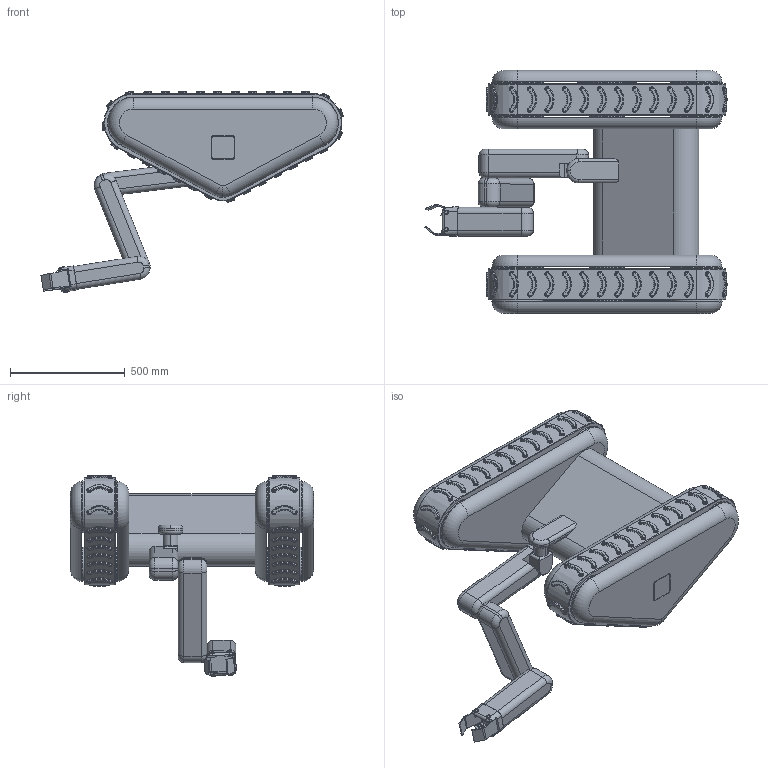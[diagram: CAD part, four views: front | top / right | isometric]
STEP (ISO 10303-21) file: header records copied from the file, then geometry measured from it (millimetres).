
FILE_DESCRIPTION (( 'STEP AP203' ), '1' );
FILE_NAME ('Rescue Robot 2 HKAMEL.STEP', '2012-12-25T13:42:58', ( '' ), ( '' ), 'SwSTEP 2.0', 'SolidWorks 2011', '' );
FILE_SCHEMA (( 'CONFIG_CONTROL_DESIGN' ));
Length unit declared in the file: millimetre
Products named in the file (14): Rescue Robot 2 HKAMEL; Part13; Part12; Part11; Part2; Part9; Part3; Part8; Part7; Part10; Part5; Part6; Part4; Part1
Assembly tree (24 placements, depth 2):
  Rescue Robot 2 HKAMEL
    Part13  x2
    Part2  x4
    Part8  x2
    Part6
    Part10
    Part1
    Part9  x4
    Part3  x2
    Part4
    Part5
    Part12  x2
    Part11  x2
    Part7
Bounding box: 1314.88 x 1058 x 874.61 mm (x, y, z)
Volume: 152912899.1 mm3; surface area: 7158686.7 mm2
Topology: 24 solids, 24 shells, 2015 faces, 4829 edges, 2964 vertices
Faces by surface type: torus 683, cylinder 672, plane 522, bspline 138
Entity records: 41537 total; most frequent: CARTESIAN_POINT 13860, DIRECTION 5891, ORIENTED_EDGE 5252, EDGE_CURVE 2626, AXIS2_PLACEMENT_3D 2468, VERTEX_POINT 1614, CIRCLE 1443, EDGE_LOOP 1164
